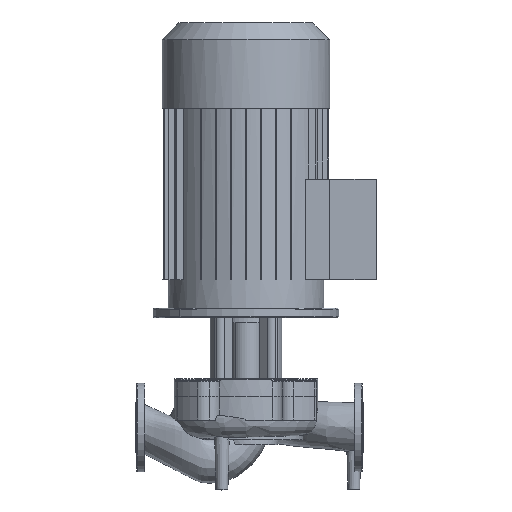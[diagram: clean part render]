
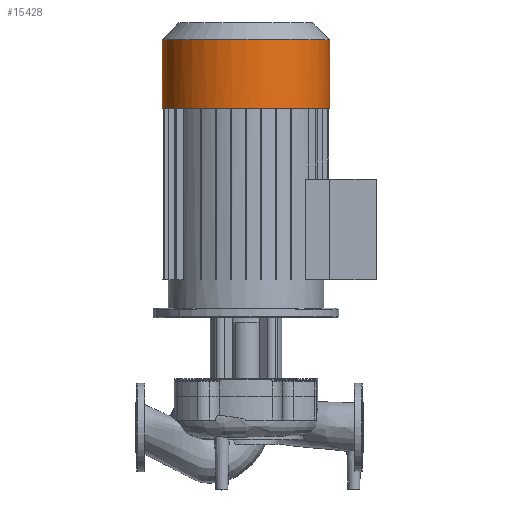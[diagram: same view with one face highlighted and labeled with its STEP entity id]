
A CAD part, top view. The second image highlights one B-rep face of the part: STEP entity #15428.
In plain terms, the highlighted cylindrical face has radius 174.5 mm (diameter 349 mm), a partial arc.
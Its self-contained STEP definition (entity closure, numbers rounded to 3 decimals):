
#11034=CARTESIAN_POINT('',(404.5,665.5,0.0));
#11035=VERTEX_POINT('',#11034);
#11036=CARTESIAN_POINT('',(404.5,809.1,0.0));
#11037=VERTEX_POINT('',#11036);
#11038=CARTESIAN_POINT('',(404.5,665.5,0.0));
#11039=DIRECTION('',(0.0,1.0,0.0));
#11040=VECTOR('',#11039,143.6);
#11041=LINE('',#11038,#11040);
#11042=EDGE_CURVE('',#11035,#11037,#11041,.T.);
#11044=CARTESIAN_POINT('',(55.5,665.5,0.));
#11045=VERTEX_POINT('',#11044);
#11053=CARTESIAN_POINT('',(55.5,809.1,0.));
#11054=VERTEX_POINT('',#11053);
#11055=CARTESIAN_POINT('',(55.5,665.5,0.));
#11056=DIRECTION('',(0.0,1.0,0.0));
#11057=VECTOR('',#11056,143.6);
#11058=LINE('',#11055,#11057);
#11059=EDGE_CURVE('',#11045,#11054,#11058,.T.);
#13977=CARTESIAN_POINT('',(230.0,665.5,0.0));
#13978=DIRECTION('',(0.0,1.0,0.0));
#13979=DIRECTION('',(1.0,0.0,0.0));
#13980=AXIS2_PLACEMENT_3D('',#13977,#13978,#13979);
#13981=CIRCLE('',#13980,174.5);
#13982=EDGE_CURVE('',#11045,#11035,#13981,.T.);
#15407=CARTESIAN_POINT('',(230.0,809.1,0.0));
#15408=DIRECTION('',(0.0,1.0,0.0));
#15409=DIRECTION('',(1.0,0.0,0.0));
#15410=AXIS2_PLACEMENT_3D('',#15407,#15408,#15409);
#15411=CIRCLE('',#15410,174.5);
#15412=EDGE_CURVE('',#11054,#11037,#15411,.T.);
#15417=CARTESIAN_POINT('',(230.0,844.0,0.0));
#15418=DIRECTION('',(0.0,-1.0,0.0));
#15419=DIRECTION('',(1.0,0.0,0.0));
#15420=AXIS2_PLACEMENT_3D('',#15417,#15418,#15419);
#15421=CYLINDRICAL_SURFACE('',#15420,174.5);
#15422=ORIENTED_EDGE('',*,*,#11042,.T.);
#15423=ORIENTED_EDGE('',*,*,#15412,.F.);
#15424=ORIENTED_EDGE('',*,*,#11059,.F.);
#15425=ORIENTED_EDGE('',*,*,#13982,.T.);
#15426=EDGE_LOOP('',(#15422,#15423,#15424,#15425));
#15427=FACE_OUTER_BOUND('',#15426,.T.);
#15428=ADVANCED_FACE('',(#15427),#15421,.T.);
